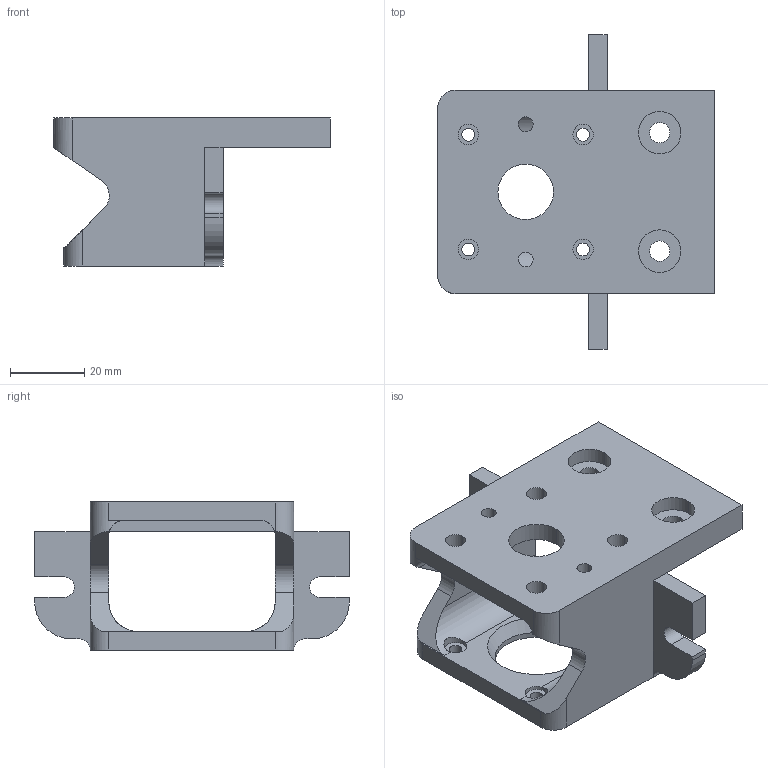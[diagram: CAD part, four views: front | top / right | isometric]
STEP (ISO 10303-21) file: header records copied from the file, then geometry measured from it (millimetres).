
FILE_DESCRIPTION(('CATIA V5 STEP Exchange'),'2;1');
FILE_NAME('HYPERCUBE-EVO-0024_NGEN.stp','2018-08-25T14:03:33+00:00',('none'),('none'),'CATIA Version 5 Release 21 GA (IN-10)','CATIA V5 STEP AP203','none');
FILE_SCHEMA(('CONFIG_CONTROL_DESIGN'));
Length unit declared in the file: millimetre
Products named in the file (1): HYPERCUBE-EVO-0024_NGEN
Bounding box: 74.8 x 85 x 40 mm (x, y, z)
Volume: 48096.3 mm3; surface area: 21532.7 mm2
Topology: 1 solids, 1 shells, 110 faces, 321 edges, 213 vertices
Faces by surface type: cylinder 56, plane 52, cone 2
Entity records: 3617 total; most frequent: CARTESIAN_POINT 795, ORIENTED_EDGE 642, DIRECTION 443, EDGE_CURVE 321, VERTEX_POINT 213, AXIS2_PLACEMENT_3D 188, VECTOR 181, LINE 181
